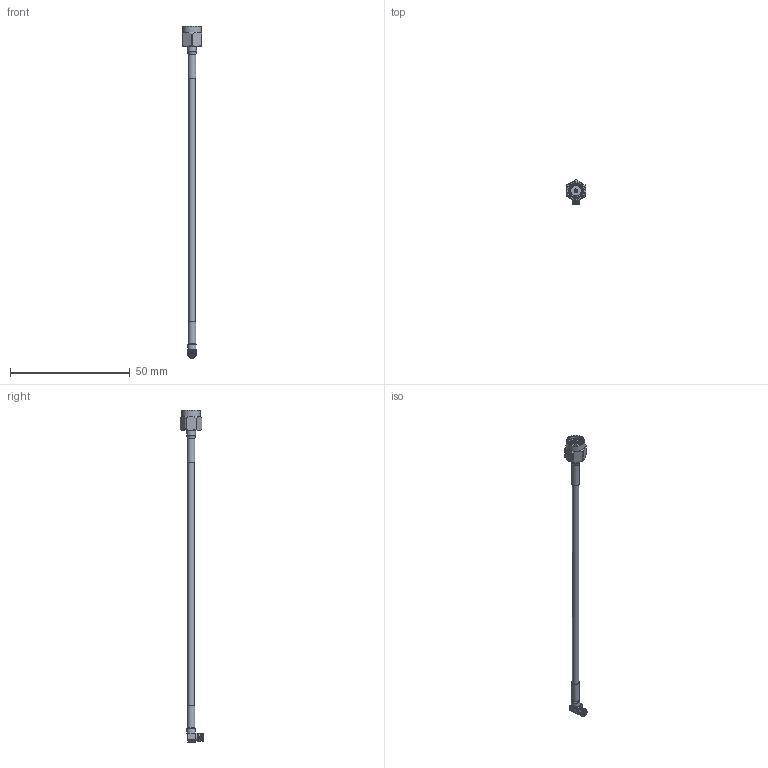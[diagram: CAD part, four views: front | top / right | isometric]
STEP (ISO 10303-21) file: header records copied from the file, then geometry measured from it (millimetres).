
FILE_DESCRIPTION (( 'STEP AP203' ), '1' );
FILE_NAME ('PE3W06701_3D.step', '2021-02-24T19:26:26', ( '' ), ( '' ), 'SwSTEP 2.0', 'SolidWorks 2018', '' );
FILE_SCHEMA (( 'CONFIG_CONTROL_DESIGN' ));
Length unit declared in the file: inch
Products named in the file (4): PE-SR405FLJ^PE3W06701_PE-SR405FLJ; PE4005^PE3W06701_Heat shrink; PE3W06701_3D; PE44908^PE3W06701_Heat Shrink
Assembly tree (3 placements, depth 2):
  PE3W06701_3D
    PE-SR405FLJ^PE3W06701_PE-SR405FLJ
    PE4005^PE3W06701_Heat shrink
    PE44908^PE3W06701_Heat Shrink
Bounding box: 8 x 9.84 x 138.58 mm (x, y, z)
Volume: 1190.9 mm3; surface area: 1777.2 mm2
Topology: 4 solids, 4 shells, 145 faces, 358 edges, 231 vertices
Faces by surface type: plane 66, cylinder 43, cone 22, bspline 10, torus 4
Full cylindrical faces by diameter (mm): 0.94 x1, 0.958 x1, 1.448 x1, 2.032 x1, 2.565 x1, 2.667 x1, 3.175 x1, 3.251 x1, 3.465 x1, 3.556 x1, 3.759 x1, 4.572 x1, 6.35 x1, 6.623 x1, 7.812 x1
Entity records: 5999 total; most frequent: CARTESIAN_POINT 2583, ORIENTED_EDGE 618, DIRECTION 594, EDGE_CURVE 309, AXIS2_PLACEMENT_3D 255, VERTEX_POINT 214, EDGE_LOOP 185, FACE_OUTER_BOUND 170
